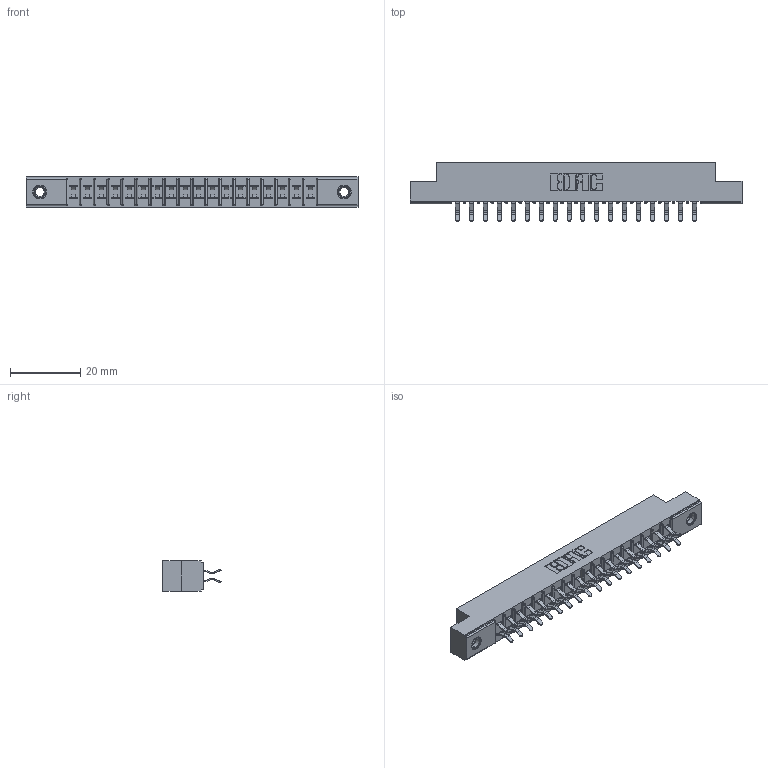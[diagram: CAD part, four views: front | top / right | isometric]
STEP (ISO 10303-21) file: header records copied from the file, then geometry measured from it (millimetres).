
FILE_DESCRIPTION (( 'STEP AP203' ), '1' );
FILE_NAME ('355-036-556-507.STEP', '2019-09-11T10:03:24', ( '' ), ( '' ), 'SwSTEP 2.0', 'SolidWorks 2016', '' );
FILE_SCHEMA (( 'CONFIG_CONTROL_DESIGN' ));
Length unit declared in the file: inch
Products named in the file (4): 355-036-556-507; 345-250-001_345-250-005-103; 305-290-001_556; 305 Part_.156 Dia
Assembly tree (39 placements, depth 2):
  355-036-556-507
    305 Part_.156 Dia
    305-290-001_556  x36
    345-250-001_345-250-005-103  x2
Bounding box: 94.34 x 16.64 x 8.71 mm (x, y, z)
Volume: 5649.9 mm3; surface area: 11055 mm2
Topology: 39 solids, 39 shells, 2192 faces, 6266 edges, 4072 vertices
Faces by surface type: plane 1216, cylinder 888, sphere 72, cone 12, torus 4
Entity records: 23818 total; most frequent: CARTESIAN_POINT 3927, ORIENTED_EDGE 3888, DIRECTION 3832, EDGE_CURVE 1944, VECTOR 1538, LINE 1538, VERTEX_POINT 1242, AXIS2_PLACEMENT_3D 1147
